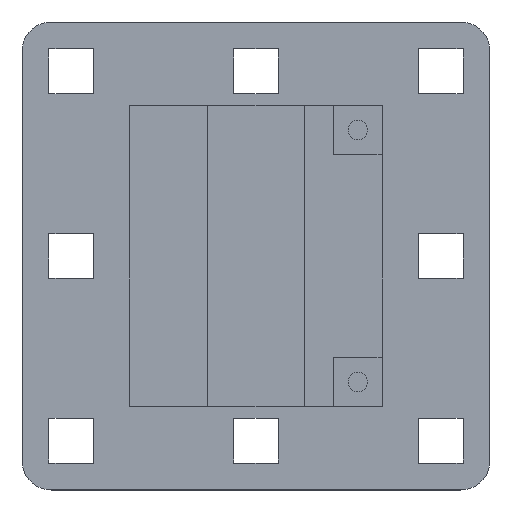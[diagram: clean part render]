
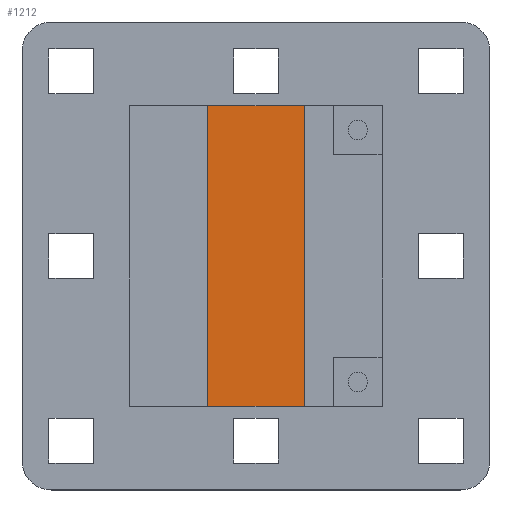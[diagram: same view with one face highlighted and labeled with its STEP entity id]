
A CAD part, top view. The second image highlights one B-rep face of the part: STEP entity #1212.
In plain terms, the highlighted planar face has unit normal (0, 0, 1).
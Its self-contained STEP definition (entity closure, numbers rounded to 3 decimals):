
#76=FACE_OUTER_BOUND('',#156,.T.);
#156=EDGE_LOOP('',(#1011,#1012,#1013,#1014));
#234=LINE('',#1757,#390);
#317=LINE('',#1922,#473);
#320=LINE('',#1927,#476);
#321=LINE('',#1929,#477);
#390=VECTOR('',#1413,10.);
#473=VECTOR('',#1556,10.);
#476=VECTOR('',#1561,10.);
#477=VECTOR('',#1564,10.);
#561=VERTEX_POINT('',#1754);
#562=VERTEX_POINT('',#1756);
#614=VERTEX_POINT('',#1921);
#615=VERTEX_POINT('',#1925);
#678=EDGE_CURVE('',#561,#562,#234,.T.);
#765=EDGE_CURVE('',#614,#562,#317,.T.);
#768=EDGE_CURVE('',#561,#615,#320,.T.);
#769=EDGE_CURVE('',#614,#615,#321,.T.);
#1011=ORIENTED_EDGE('',*,*,#678,.F.);
#1012=ORIENTED_EDGE('',*,*,#768,.T.);
#1013=ORIENTED_EDGE('',*,*,#769,.F.);
#1014=ORIENTED_EDGE('',*,*,#765,.T.);
#1153=PLANE('',#1299);
#1212=ADVANCED_FACE('',(#76),#1153,.T.);
#1299=AXIS2_PLACEMENT_3D('',#1928,#1562,#1563);
#1413=DIRECTION('',(-1.,0.,0.));
#1556=DIRECTION('',(0.,-1.,0.));
#1561=DIRECTION('',(0.,1.,0.));
#1562=DIRECTION('center_axis',(0.,0.,1.));
#1563=DIRECTION('ref_axis',(1.,0.,0.));
#1564=DIRECTION('',(1.,0.,0.));
#1754=CARTESIAN_POINT('',(-8.,-31.,4.5));
#1756=CARTESIAN_POINT('',(-18.,-31.,4.5));
#1757=CARTESIAN_POINT('',(-6.5,-31.,4.5));
#1921=CARTESIAN_POINT('',(-18.,0.,4.5));
#1922=CARTESIAN_POINT('',(-18.,-31.,4.5));
#1925=CARTESIAN_POINT('',(-8.,0.,4.5));
#1927=CARTESIAN_POINT('',(-8.,0.,4.5));
#1928=CARTESIAN_POINT('Origin',(-13.,-15.5,4.5));
#1929=CARTESIAN_POINT('',(-19.5,0.,4.5));
